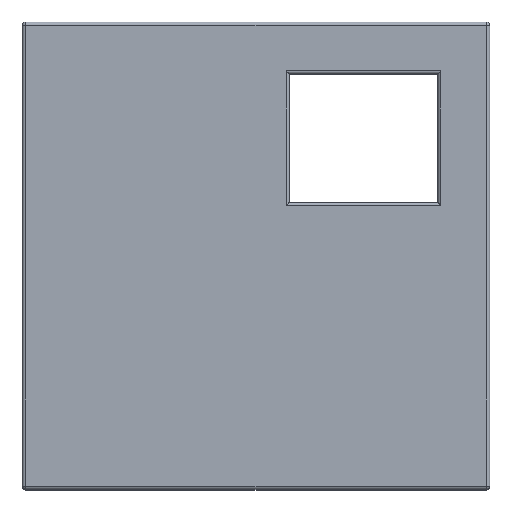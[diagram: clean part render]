
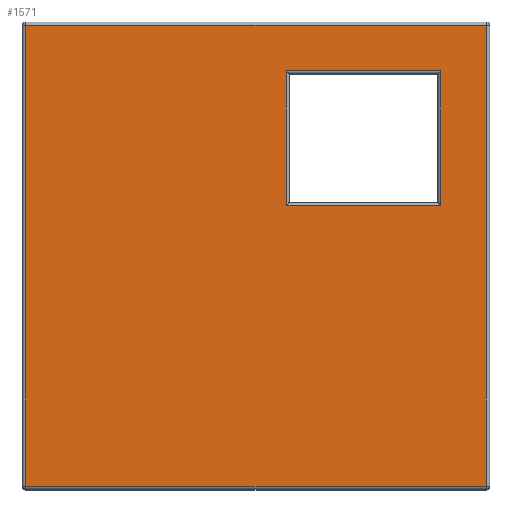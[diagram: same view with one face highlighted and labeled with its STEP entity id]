
A CAD part, top view. The second image highlights one B-rep face of the part: STEP entity #1571.
In plain terms, the highlighted planar face has unit normal (0, 0, 1).
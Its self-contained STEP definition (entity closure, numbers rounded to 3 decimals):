
#26=FACE_BOUND('',#324,.T.);
#167=PLANE('',#1705);
#212=FACE_OUTER_BOUND('',#323,.T.);
#323=EDGE_LOOP('',(#1115,#1116,#1117,#1118));
#324=EDGE_LOOP('',(#1119,#1120,#1121,#1122));
#499=LINE('',#2514,#610);
#501=LINE('',#2522,#612);
#503=LINE('',#2528,#614);
#506=LINE('',#2534,#617);
#512=LINE('',#2548,#623);
#513=LINE('',#2550,#624);
#514=LINE('',#2552,#625);
#515=LINE('',#2553,#626);
#610=VECTOR('',#1953,10.);
#612=VECTOR('',#1961,10.);
#614=VECTOR('',#1967,10.);
#617=VECTOR('',#1974,10.);
#623=VECTOR('',#1986,10.);
#624=VECTOR('',#1987,10.);
#625=VECTOR('',#1988,10.);
#626=VECTOR('',#1989,10.);
#721=VERTEX_POINT('',#2512);
#722=VERTEX_POINT('',#2513);
#725=VERTEX_POINT('',#2521);
#727=VERTEX_POINT('',#2527);
#732=VERTEX_POINT('',#2546);
#733=VERTEX_POINT('',#2547);
#734=VERTEX_POINT('',#2549);
#735=VERTEX_POINT('',#2551);
#859=EDGE_CURVE('',#721,#722,#499,.T.);
#863=EDGE_CURVE('',#722,#725,#501,.T.);
#866=EDGE_CURVE('',#725,#727,#503,.T.);
#870=EDGE_CURVE('',#727,#721,#506,.T.);
#876=EDGE_CURVE('',#732,#733,#512,.T.);
#877=EDGE_CURVE('',#734,#732,#513,.T.);
#878=EDGE_CURVE('',#735,#734,#514,.T.);
#879=EDGE_CURVE('',#733,#735,#515,.T.);
#1115=ORIENTED_EDGE('',*,*,#876,.F.);
#1116=ORIENTED_EDGE('',*,*,#877,.F.);
#1117=ORIENTED_EDGE('',*,*,#878,.F.);
#1118=ORIENTED_EDGE('',*,*,#879,.F.);
#1119=ORIENTED_EDGE('',*,*,#859,.F.);
#1120=ORIENTED_EDGE('',*,*,#870,.F.);
#1121=ORIENTED_EDGE('',*,*,#866,.F.);
#1122=ORIENTED_EDGE('',*,*,#863,.F.);
#1571=ADVANCED_FACE('',(#212,#26),#167,.T.);
#1705=AXIS2_PLACEMENT_3D('',#2545,#1984,#1985);
#1953=DIRECTION('',(0.,-1.,0.));
#1961=DIRECTION('',(1.,0.,0.));
#1967=DIRECTION('',(0.,1.,0.));
#1974=DIRECTION('',(-1.,0.,0.));
#1984=DIRECTION('center_axis',(0.,0.,1.));
#1985=DIRECTION('ref_axis',(1.,0.,0.));
#1986=DIRECTION('',(-1.,0.,0.));
#1987=DIRECTION('',(0.,-1.,0.));
#1988=DIRECTION('',(1.,0.,0.));
#1989=DIRECTION('',(0.,1.,0.));
#2512=CARTESIAN_POINT('',(31.227,422.945,-238.706));
#2513=CARTESIAN_POINT('',(31.227,402.745,-238.706));
#2514=CARTESIAN_POINT('',(31.227,413.745,-238.706));
#2521=CARTESIAN_POINT('',(54.427,402.745,-238.706));
#2522=CARTESIAN_POINT('',(34.296,402.745,-238.706));
#2527=CARTESIAN_POINT('',(54.427,422.945,-238.706));
#2528=CARTESIAN_POINT('',(54.427,400.245,-238.706));
#2534=CARTESIAN_POINT('',(38.727,422.945,-238.706));
#2545=CARTESIAN_POINT('Origin',(27.727,400.245,-238.706));
#2546=CARTESIAN_POINT('',(61.227,360.745,-238.706));
#2547=CARTESIAN_POINT('',(-7.773,360.745,-238.706));
#2548=CARTESIAN_POINT('',(41.727,360.745,-238.706));
#2549=CARTESIAN_POINT('',(61.227,429.745,-238.706));
#2550=CARTESIAN_POINT('',(61.227,400.245,-238.706));
#2551=CARTESIAN_POINT('',(-7.773,429.745,-238.706));
#2552=CARTESIAN_POINT('',(35.227,429.745,-238.706));
#2553=CARTESIAN_POINT('',(-7.773,407.745,-238.706));
